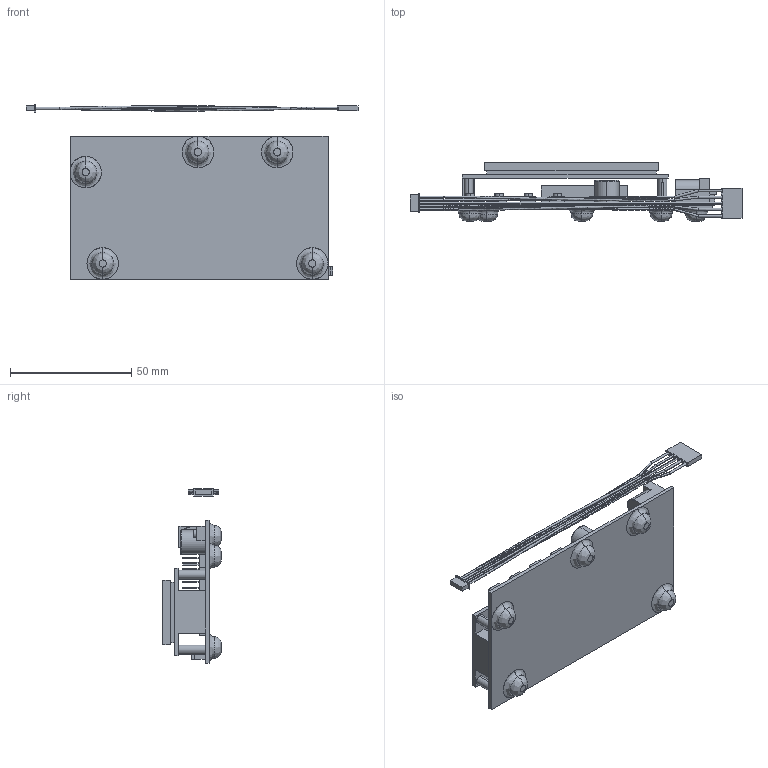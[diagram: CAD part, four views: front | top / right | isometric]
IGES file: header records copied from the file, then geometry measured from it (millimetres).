
Start section: SolidWorks IGES file using analytic representation for surfaces
Global section: file name: FCU with Cable.IGS; native system: SolidWorks 2016; preprocessor: SolidWorks 2016; author: wtsang; date: 161103.090838; units: millimetre
Bounding box: 137 x 24.2 x 72 mm (x, y, z)
Surface area: 30559 mm2 (no closed solid volume)
Topology: 0 solids, 0 shells, 336 faces, 2739 edges, 2735 vertices
Faces by surface type: bspline 295, revolution 41
